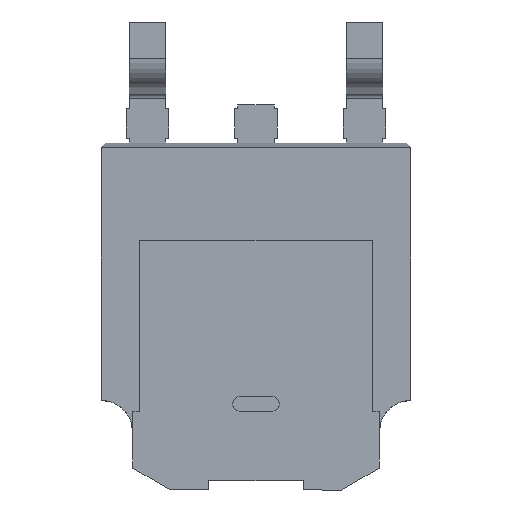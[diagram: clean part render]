
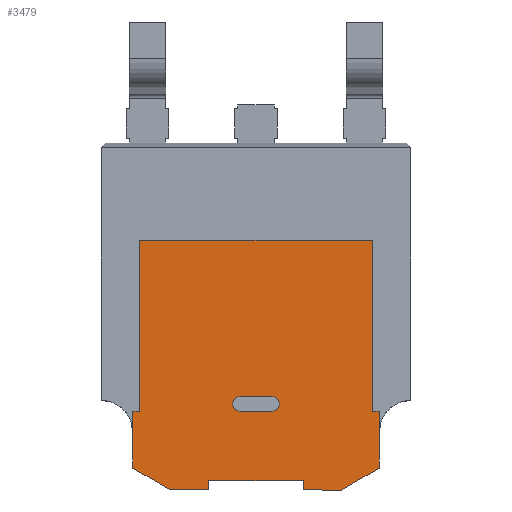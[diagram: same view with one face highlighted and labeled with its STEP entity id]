
A CAD part, front view. The second image highlights one B-rep face of the part: STEP entity #3479.
In plain terms, the highlighted planar face has unit normal (0, -1, 0).
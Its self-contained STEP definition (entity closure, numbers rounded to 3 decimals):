
#17 = CARTESIAN_POINT ( 'NONE',  ( 2.455, 0., -2.611 ) ) ;
#51 = ORIENTED_EDGE ( 'NONE', *, *, #2755, .F. ) ;
#54 = VERTEX_POINT ( 'NONE', #3436 ) ;
#97 = ORIENTED_EDGE ( 'NONE', *, *, #1608, .F. ) ;
#112 = VECTOR ( 'NONE', #3385, 1000. ) ;
#134 = CARTESIAN_POINT ( 'NONE',  ( -2.603, 0., -3.809 ) ) ;
#145 = VERTEX_POINT ( 'NONE', #2656 ) ;
#163 = VECTOR ( 'NONE', #662, 1000. ) ;
#176 = VERTEX_POINT ( 'NONE', #906 ) ;
#187 = LINE ( 'NONE', #2353, #2042 ) ;
#311 = VERTEX_POINT ( 'NONE', #3280 ) ;
#318 = CARTESIAN_POINT ( 'NONE',  ( -2.455, 0., -2.611 ) ) ;
#442 = DIRECTION ( 'NONE',  ( -1., 0., 0. ) ) ;
#445 = VERTEX_POINT ( 'NONE', #3081 ) ;
#447 = EDGE_CURVE ( 'NONE', #811, #311, #3571, .T. ) ;
#501 = CARTESIAN_POINT ( 'NONE',  ( -1.803, 0., -4.271 ) ) ;
#608 = VECTOR ( 'NONE', #3752, 1000. ) ;
#613 = DIRECTION ( 'NONE',  ( 0., 0., 1. ) ) ;
#630 = EDGE_CURVE ( 'NONE', #3253, #2370, #2738, .T. ) ;
#654 = ORIENTED_EDGE ( 'NONE', *, *, #2545, .F. ) ;
#662 = DIRECTION ( 'NONE',  ( 0., 0., -1. ) ) ;
#663 = VECTOR ( 'NONE', #1034, 1000. ) ;
#694 = EDGE_CURVE ( 'NONE', #1474, #445, #3656, .T. ) ;
#746 = CARTESIAN_POINT ( 'NONE',  ( 1.803, 0., -4.271 ) ) ;
#760 = FACE_OUTER_BOUND ( 'NONE', #3257, .T. ) ;
#811 = VERTEX_POINT ( 'NONE', #1154 ) ;
#859 = EDGE_CURVE ( 'NONE', #1601, #176, #187, .T. ) ;
#861 = LINE ( 'NONE', #1256, #3278 ) ;
#906 = CARTESIAN_POINT ( 'NONE',  ( -2.455, 0., 1.004 ) ) ;
#965 = DIRECTION ( 'NONE',  ( 1., 0., 0. ) ) ;
#982 = CARTESIAN_POINT ( 'NONE',  ( 1., 0., -4.071 ) ) ;
#1027 = VERTEX_POINT ( 'NONE', #2562 ) ;
#1033 = VECTOR ( 'NONE', #3044, 1000. ) ;
#1034 = DIRECTION ( 'NONE',  ( -1., 0., 0. ) ) ;
#1036 = CARTESIAN_POINT ( 'NONE',  ( 2.603, 0., -2.611 ) ) ;
#1097 = VERTEX_POINT ( 'NONE', #1350 ) ;
#1108 = ORIENTED_EDGE ( 'NONE', *, *, #1794, .T. ) ;
#1154 = CARTESIAN_POINT ( 'NONE',  ( 0.331, 0., -2.295 ) ) ;
#1192 = VECTOR ( 'NONE', #3038, 1000. ) ;
#1194 = AXIS2_PLACEMENT_3D ( 'NONE', #3263, #3296, #1517 ) ;
#1221 = CARTESIAN_POINT ( 'NONE',  ( -2.602, 0., -2.611 ) ) ;
#1243 = ORIENTED_EDGE ( 'NONE', *, *, #3449, .F. ) ;
#1246 = EDGE_CURVE ( 'NONE', #3183, #145, #3059, .T. ) ;
#1256 = CARTESIAN_POINT ( 'NONE',  ( 0.331, 0., -2.295 ) ) ;
#1264 = CARTESIAN_POINT ( 'NONE',  ( 2.455, 0., 1.004 ) ) ;
#1265 = VECTOR ( 'NONE', #1723, 1000. ) ;
#1271 = CARTESIAN_POINT ( 'NONE',  ( -1., 0., -4.071 ) ) ;
#1278 = CARTESIAN_POINT ( 'NONE',  ( 1., 0., -4.071 ) ) ;
#1294 = DIRECTION ( 'NONE',  ( 0., 0., 1. ) ) ;
#1297 = DIRECTION ( 'NONE',  ( 0., 0., 1. ) ) ;
#1318 = DIRECTION ( 'NONE',  ( -0.866, 0., 0.5 ) ) ;
#1346 = VECTOR ( 'NONE', #965, 1000. ) ;
#1350 = CARTESIAN_POINT ( 'NONE',  ( -2.603, 0., -3.809 ) ) ;
#1398 = ORIENTED_EDGE ( 'NONE', *, *, #1622, .T. ) ;
#1436 = VERTEX_POINT ( 'NONE', #2492 ) ;
#1474 = VERTEX_POINT ( 'NONE', #3167 ) ;
#1490 = VECTOR ( 'NONE', #442, 1000. ) ;
#1517 = DIRECTION ( 'NONE',  ( 0., 0., 1. ) ) ;
#1529 = LINE ( 'NONE', #1884, #663 ) ;
#1533 = VECTOR ( 'NONE', #1605, 1000. ) ;
#1601 = VERTEX_POINT ( 'NONE', #318 ) ;
#1604 = ORIENTED_EDGE ( 'NONE', *, *, #2451, .F. ) ;
#1605 = DIRECTION ( 'NONE',  ( 1., 0., 0. ) ) ;
#1608 = EDGE_CURVE ( 'NONE', #3694, #3253, #2122, .T. ) ;
#1622 = EDGE_CURVE ( 'NONE', #3653, #811, #861, .T. ) ;
#1699 = CARTESIAN_POINT ( 'NONE',  ( 2.603, 0., -3.809 ) ) ;
#1704 = VECTOR ( 'NONE', #3627, 1000. ) ;
#1723 = DIRECTION ( 'NONE',  ( 0., 0., -1. ) ) ;
#1743 = LINE ( 'NONE', #746, #112 ) ;
#1757 = EDGE_CURVE ( 'NONE', #3153, #1601, #2445, .T. ) ;
#1794 = EDGE_CURVE ( 'NONE', #311, #1436, #2160, .T. ) ;
#1796 = LINE ( 'NONE', #1699, #163 ) ;
#1837 = VECTOR ( 'NONE', #2156, 1000. ) ;
#1884 = CARTESIAN_POINT ( 'NONE',  ( 1., 0., -4.271 ) ) ;
#1886 = CARTESIAN_POINT ( 'NONE',  ( -2.455, 0., -2.611 ) ) ;
#1953 = ORIENTED_EDGE ( 'NONE', *, *, #694, .F. ) ;
#2042 = VECTOR ( 'NONE', #613, 1000. ) ;
#2062 = LINE ( 'NONE', #134, #2857 ) ;
#2122 = LINE ( 'NONE', #17, #1265 ) ;
#2124 = CARTESIAN_POINT ( 'NONE',  ( -0.331, 0., -2.295 ) ) ;
#2154 = CARTESIAN_POINT ( 'NONE',  ( -2.602, 0., -2.611 ) ) ;
#2156 = DIRECTION ( 'NONE',  ( 0., 0., -1. ) ) ;
#2160 = LINE ( 'NONE', #3669, #1490 ) ;
#2190 = DIRECTION ( 'NONE',  ( 0., 1., 0. ) ) ;
#2266 = CARTESIAN_POINT ( 'NONE',  ( 2.603, 0., -2.611 ) ) ;
#2294 = EDGE_CURVE ( 'NONE', #445, #1097, #2062, .T. ) ;
#2353 = CARTESIAN_POINT ( 'NONE',  ( -2.455, 0., 1.004 ) ) ;
#2370 = VERTEX_POINT ( 'NONE', #2266 ) ;
#2394 = LINE ( 'NONE', #2154, #1033 ) ;
#2430 = EDGE_CURVE ( 'NONE', #145, #1474, #3402, .T. ) ;
#2445 = LINE ( 'NONE', #1886, #1533 ) ;
#2451 = EDGE_CURVE ( 'NONE', #54, #3183, #2540, .T. ) ;
#2458 = CARTESIAN_POINT ( 'NONE',  ( -0.331, 0., -2.453 ) ) ;
#2474 = VECTOR ( 'NONE', #2816, 1000. ) ;
#2477 = DIRECTION ( 'NONE',  ( 0., 1., 0. ) ) ;
#2482 = CARTESIAN_POINT ( 'NONE',  ( 1.803, 0., -4.271 ) ) ;
#2492 = CARTESIAN_POINT ( 'NONE',  ( -0.331, 0., -2.611 ) ) ;
#2504 = EDGE_LOOP ( 'NONE', ( #3277, #1108, #3690, #1398 ) ) ;
#2529 = CARTESIAN_POINT ( 'NONE',  ( 2.455, 0., -2.611 ) ) ;
#2540 = LINE ( 'NONE', #1278, #1704 ) ;
#2545 = EDGE_CURVE ( 'NONE', #2837, #54, #1529, .T. ) ;
#2562 = CARTESIAN_POINT ( 'NONE',  ( 2.603, 0., -3.809 ) ) ;
#2642 = ORIENTED_EDGE ( 'NONE', *, *, #3678, .F. ) ;
#2656 = CARTESIAN_POINT ( 'NONE',  ( -1., 0., -4.071 ) ) ;
#2717 = CARTESIAN_POINT ( 'NONE',  ( 2.455, 0., 1.004 ) ) ;
#2738 = LINE ( 'NONE', #1036, #2474 ) ;
#2755 = EDGE_CURVE ( 'NONE', #1027, #2837, #1743, .T. ) ;
#2816 = DIRECTION ( 'NONE',  ( 1., 0., 0. ) ) ;
#2837 = VERTEX_POINT ( 'NONE', #2482 ) ;
#2857 = VECTOR ( 'NONE', #1318, 1000. ) ;
#2903 = CARTESIAN_POINT ( 'NONE',  ( -1., 0., -4.271 ) ) ;
#2972 = ORIENTED_EDGE ( 'NONE', *, *, #1246, .F. ) ;
#3019 = AXIS2_PLACEMENT_3D ( 'NONE', #2458, #2190, #1294 ) ;
#3024 = ORIENTED_EDGE ( 'NONE', *, *, #1757, .F. ) ;
#3035 = DIRECTION ( 'NONE',  ( 1., 0., 0. ) ) ;
#3038 = DIRECTION ( 'NONE',  ( -1., 0., 0. ) ) ;
#3043 = LINE ( 'NONE', #1264, #1346 ) ;
#3044 = DIRECTION ( 'NONE',  ( 0., 0., 1. ) ) ;
#3059 = LINE ( 'NONE', #1271, #1192 ) ;
#3081 = CARTESIAN_POINT ( 'NONE',  ( -1.803, 0., -4.271 ) ) ;
#3127 = CIRCLE ( 'NONE', #3019, 0.158 ) ;
#3153 = VERTEX_POINT ( 'NONE', #1221 ) ;
#3167 = CARTESIAN_POINT ( 'NONE',  ( -1., 0., -4.271 ) ) ;
#3168 = ORIENTED_EDGE ( 'NONE', *, *, #859, .F. ) ;
#3183 = VERTEX_POINT ( 'NONE', #982 ) ;
#3199 = EDGE_CURVE ( 'NONE', #1436, #3653, #3127, .T. ) ;
#3251 = ORIENTED_EDGE ( 'NONE', *, *, #630, .F. ) ;
#3253 = VERTEX_POINT ( 'NONE', #2529 ) ;
#3257 = EDGE_LOOP ( 'NONE', ( #2972, #1604, #654, #51, #1243, #3251, #97, #3604, #3168, #3024, #2642, #3587, #1953, #3466 ) ) ;
#3263 = CARTESIAN_POINT ( 'NONE',  ( 0., 0., 0. ) ) ;
#3273 = PLANE ( 'NONE',  #1194 ) ;
#3277 = ORIENTED_EDGE ( 'NONE', *, *, #447, .T. ) ;
#3278 = VECTOR ( 'NONE', #3035, 1000. ) ;
#3280 = CARTESIAN_POINT ( 'NONE',  ( 0.331, 0., -2.611 ) ) ;
#3296 = DIRECTION ( 'NONE',  ( 0., 1., 0. ) ) ;
#3315 = AXIS2_PLACEMENT_3D ( 'NONE', #3339, #2477, #1297 ) ;
#3339 = CARTESIAN_POINT ( 'NONE',  ( 0.331, 0., -2.453 ) ) ;
#3381 = EDGE_CURVE ( 'NONE', #176, #3694, #3043, .T. ) ;
#3385 = DIRECTION ( 'NONE',  ( -0.866, 0., -0.5 ) ) ;
#3402 = LINE ( 'NONE', #2903, #1837 ) ;
#3436 = CARTESIAN_POINT ( 'NONE',  ( 1., 0., -4.271 ) ) ;
#3449 = EDGE_CURVE ( 'NONE', #2370, #1027, #1796, .T. ) ;
#3466 = ORIENTED_EDGE ( 'NONE', *, *, #2430, .F. ) ;
#3479 = ADVANCED_FACE ( 'NONE', ( #3584, #760 ), #3273, .F. ) ;
#3571 = CIRCLE ( 'NONE', #3315, 0.158 ) ;
#3584 = FACE_BOUND ( 'NONE', #2504, .T. ) ;
#3587 = ORIENTED_EDGE ( 'NONE', *, *, #2294, .F. ) ;
#3604 = ORIENTED_EDGE ( 'NONE', *, *, #3381, .F. ) ;
#3627 = DIRECTION ( 'NONE',  ( 0., 0., 1. ) ) ;
#3653 = VERTEX_POINT ( 'NONE', #2124 ) ;
#3656 = LINE ( 'NONE', #501, #608 ) ;
#3669 = CARTESIAN_POINT ( 'NONE',  ( -0.331, 0., -2.611 ) ) ;
#3678 = EDGE_CURVE ( 'NONE', #1097, #3153, #2394, .T. ) ;
#3690 = ORIENTED_EDGE ( 'NONE', *, *, #3199, .T. ) ;
#3694 = VERTEX_POINT ( 'NONE', #2717 ) ;
#3752 = DIRECTION ( 'NONE',  ( -1., 0., 0. ) ) ;
